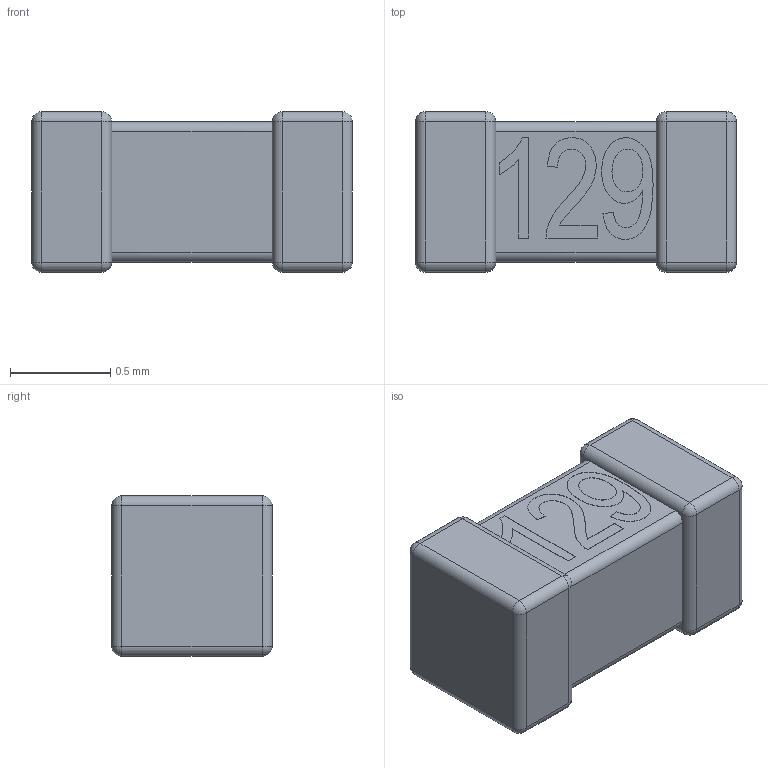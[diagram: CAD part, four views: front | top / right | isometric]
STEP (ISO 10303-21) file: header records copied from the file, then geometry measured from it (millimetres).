
FILE_DESCRIPTION ( ( 'STEP AP214' ), '1' );
FILE_NAME ( '0603_smd_capacitor_ceramic_129.STEP', '', ( '' ), ( '' ), '', '', '' );
FILE_SCHEMA (( 'AUTOMOTIVE_DESIGN' ));
Length unit declared in the file: millimetre
Products named in the file (1): 0603_smd_capacitor_ceramic_129
Bounding box: 1.6 x 0.8 x 0.8 mm (x, y, z)
Volume: 0.9 mm3; surface area: 6 mm2
Topology: 1 solids, 1 shells, 100 faces, 250 edges, 140 vertices
Faces by surface type: cylinder 32, plane 28, bspline 24, sphere 16
Entity records: 5278 total; most frequent: CARTESIAN_POINT 2171, ORIENTED_EDGE 468, DIRECTION 364, EDGE_CURVE 234, VERTEX_POINT 140, AXIS2_PLACEMENT_3D 125, VECTOR 114, LINE 114
